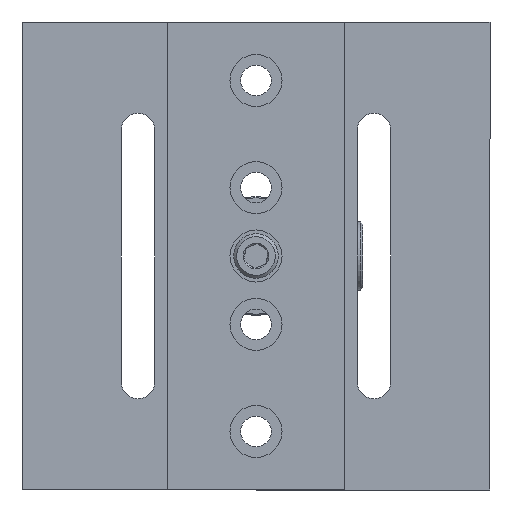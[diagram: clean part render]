
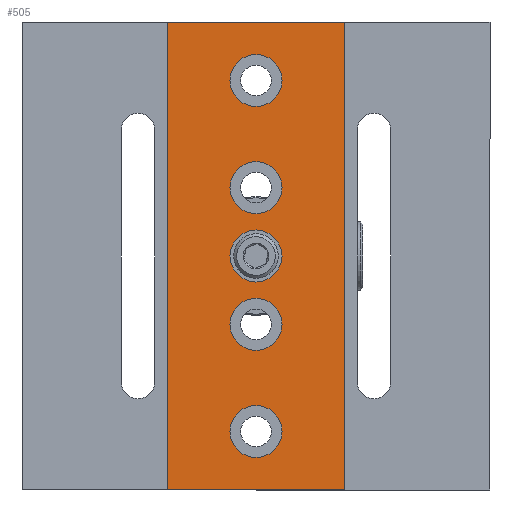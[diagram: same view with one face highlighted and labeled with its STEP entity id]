
A CAD part, front view. The second image highlights one B-rep face of the part: STEP entity #505.
In plain terms, the highlighted planar face has unit normal (0, -1, 0).
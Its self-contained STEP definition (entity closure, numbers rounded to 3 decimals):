
#48 = LINE ( 'NONE', #9051, #7832 ) ;
#113 = AXIS2_PLACEMENT_3D ( 'NONE', #7415, #6718, #373 ) ;
#157 = CARTESIAN_POINT ( 'NONE',  ( -11.18, 0.8, -11.461 ) ) ;
#264 = CIRCLE ( 'NONE', #113, 5.556 ) ;
#373 = DIRECTION ( 'NONE',  ( 0., 0., -1. ) ) ;
#401 = ORIENTED_EDGE ( 'NONE', *, *, #6402, .F. ) ;
#473 = VERTEX_POINT ( 'NONE', #2786 ) ;
#498 = ORIENTED_EDGE ( 'NONE', *, *, #7868, .F. ) ;
#505 = ADVANCED_FACE ( 'NONE', ( #5078, #5722, #7940, #1549, #4381, #5031 ), #2988, .F. ) ;
#541 = CARTESIAN_POINT ( 'NONE',  ( -11.18, 0.8, -35.104 ) ) ;
#577 = ORIENTED_EDGE ( 'NONE', *, *, #7361, .F. ) ;
#883 = ORIENTED_EDGE ( 'NONE', *, *, #2611, .F. ) ;
#932 = DIRECTION ( 'NONE',  ( 0., -1., 0. ) ) ;
#995 = VERTEX_POINT ( 'NONE', #7793 ) ;
#1079 = CARTESIAN_POINT ( 'NONE',  ( -11.18, 0.8, -63.561 ) ) ;
#1084 = DIRECTION ( 'NONE',  ( 0., 0., 1. ) ) ;
#1109 = DIRECTION ( 'NONE',  ( 0., -1., 0. ) ) ;
#1176 = DIRECTION ( 'NONE',  ( 0., -1., 0. ) ) ;
#1325 = EDGE_LOOP ( 'NONE', ( #401 ) ) ;
#1547 = VERTEX_POINT ( 'NONE', #157 ) ;
#1549 = FACE_BOUND ( 'NONE', #6791, .T. ) ;
#1831 = LINE ( 'NONE', #3134, #8827 ) ;
#1899 = ORIENTED_EDGE ( 'NONE', *, *, #6293, .F. ) ;
#1903 = CIRCLE ( 'NONE', #2929, 5.556 ) ;
#2087 = CARTESIAN_POINT ( 'NONE',  ( -11.18, 0.8, -40.661 ) ) ;
#2128 = ORIENTED_EDGE ( 'NONE', *, *, #6157, .T. ) ;
#2141 = DIRECTION ( 'NONE',  ( 0., 0., 1. ) ) ;
#2509 = EDGE_CURVE ( 'NONE', #995, #4676, #6176, .T. ) ;
#2611 = EDGE_CURVE ( 'NONE', #4564, #4564, #264, .T. ) ;
#2708 = DIRECTION ( 'NONE',  ( 0., -1., 0. ) ) ;
#2786 = CARTESIAN_POINT ( 'NONE',  ( 7.82, 0.8, -70.504 ) ) ;
#2929 = AXIS2_PLACEMENT_3D ( 'NONE', #8193, #1109, #6895 ) ;
#2970 = ORIENTED_EDGE ( 'NONE', *, *, #4526, .F. ) ;
#2988 = PLANE ( 'NONE',  #6165 ) ;
#3134 = CARTESIAN_POINT ( 'NONE',  ( -30.18, 0.8, -70.504 ) ) ;
#3210 = EDGE_CURVE ( 'NONE', #1547, #1547, #1903, .T. ) ;
#3357 = CARTESIAN_POINT ( 'NONE',  ( -30.18, 0.8, -70.504 ) ) ;
#3397 = CIRCLE ( 'NONE', #7381, 5.556 ) ;
#4003 = CIRCLE ( 'NONE', #5344, 5.556 ) ;
#4090 = CARTESIAN_POINT ( 'NONE',  ( -30.18, 0.8, 29.496 ) ) ;
#4250 = VECTOR ( 'NONE', #7458, 1000. ) ;
#4258 = ORIENTED_EDGE ( 'NONE', *, *, #3210, .F. ) ;
#4381 = FACE_BOUND ( 'NONE', #5849, .T. ) ;
#4428 = DIRECTION ( 'NONE',  ( 0., 1., 0. ) ) ;
#4502 = CARTESIAN_POINT ( 'NONE',  ( -11.18, 0.8, -58.004 ) ) ;
#4526 = EDGE_CURVE ( 'NONE', #9088, #4676, #1831, .T. ) ;
#4564 = VERTEX_POINT ( 'NONE', #6599 ) ;
#4676 = VERTEX_POINT ( 'NONE', #4090 ) ;
#5028 = AXIS2_PLACEMENT_3D ( 'NONE', #7431, #1176, #6147 ) ;
#5031 = FACE_OUTER_BOUND ( 'NONE', #9095, .T. ) ;
#5078 = FACE_BOUND ( 'NONE', #1325, .T. ) ;
#5176 = EDGE_LOOP ( 'NONE', ( #4258 ) ) ;
#5344 = AXIS2_PLACEMENT_3D ( 'NONE', #541, #2708, #7730 ) ;
#5484 = VERTEX_POINT ( 'NONE', #6048 ) ;
#5537 = CARTESIAN_POINT ( 'NONE',  ( -30.18, 0.8, -70.504 ) ) ;
#5679 = CARTESIAN_POINT ( 'NONE',  ( -30.18, 0.8, -70.504 ) ) ;
#5722 = FACE_BOUND ( 'NONE', #5176, .T. ) ;
#5774 = CIRCLE ( 'NONE', #5028, 5.556 ) ;
#5849 = EDGE_LOOP ( 'NONE', ( #883 ) ) ;
#6004 = VERTEX_POINT ( 'NONE', #1079 ) ;
#6048 = CARTESIAN_POINT ( 'NONE',  ( -11.18, 0.8, -26.061 ) ) ;
#6132 = CARTESIAN_POINT ( 'NONE',  ( -30.18, 0.8, 29.496 ) ) ;
#6147 = DIRECTION ( 'NONE',  ( 0., 0., -1. ) ) ;
#6157 = EDGE_CURVE ( 'NONE', #473, #995, #48, .T. ) ;
#6165 = AXIS2_PLACEMENT_3D ( 'NONE', #5679, #4428, #2141 ) ;
#6176 = LINE ( 'NONE', #6132, #4250 ) ;
#6293 = EDGE_CURVE ( 'NONE', #6004, #6004, #3397, .T. ) ;
#6402 = EDGE_CURVE ( 'NONE', #5484, #5484, #5774, .T. ) ;
#6408 = ORIENTED_EDGE ( 'NONE', *, *, #2509, .T. ) ;
#6599 = CARTESIAN_POINT ( 'NONE',  ( -11.18, 0.8, 11.439 ) ) ;
#6718 = DIRECTION ( 'NONE',  ( 0., -1., 0. ) ) ;
#6791 = EDGE_LOOP ( 'NONE', ( #1899 ) ) ;
#6895 = DIRECTION ( 'NONE',  ( 0., 0., -1. ) ) ;
#6906 = VERTEX_POINT ( 'NONE', #2087 ) ;
#7040 = LINE ( 'NONE', #3357, #7395 ) ;
#7081 = DIRECTION ( 'NONE',  ( 0., 0., 1. ) ) ;
#7324 = DIRECTION ( 'NONE',  ( 0., 0., -1. ) ) ;
#7361 = EDGE_CURVE ( 'NONE', #473, #9088, #7040, .T. ) ;
#7381 = AXIS2_PLACEMENT_3D ( 'NONE', #4502, #932, #7324 ) ;
#7395 = VECTOR ( 'NONE', #7565, 1000. ) ;
#7415 = CARTESIAN_POINT ( 'NONE',  ( -11.18, 0.8, 16.996 ) ) ;
#7431 = CARTESIAN_POINT ( 'NONE',  ( -11.18, 0.8, -20.504 ) ) ;
#7458 = DIRECTION ( 'NONE',  ( -1., 0., 0. ) ) ;
#7565 = DIRECTION ( 'NONE',  ( -1., 0., 0. ) ) ;
#7730 = DIRECTION ( 'NONE',  ( 0., 0., -1. ) ) ;
#7793 = CARTESIAN_POINT ( 'NONE',  ( 7.82, 0.8, 29.496 ) ) ;
#7811 = EDGE_LOOP ( 'NONE', ( #498 ) ) ;
#7832 = VECTOR ( 'NONE', #7081, 1000. ) ;
#7868 = EDGE_CURVE ( 'NONE', #6906, #6906, #4003, .T. ) ;
#7940 = FACE_BOUND ( 'NONE', #7811, .T. ) ;
#8193 = CARTESIAN_POINT ( 'NONE',  ( -11.18, 0.8, -5.904 ) ) ;
#8827 = VECTOR ( 'NONE', #1084, 1000. ) ;
#9051 = CARTESIAN_POINT ( 'NONE',  ( 7.82, 0.8, -70.504 ) ) ;
#9088 = VERTEX_POINT ( 'NONE', #5537 ) ;
#9095 = EDGE_LOOP ( 'NONE', ( #6408, #2970, #577, #2128 ) ) ;
